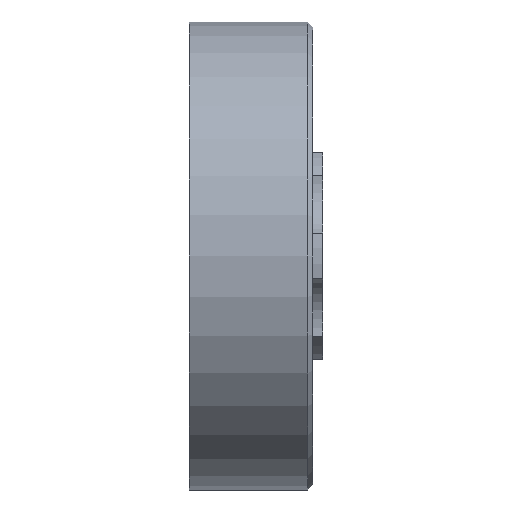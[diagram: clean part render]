
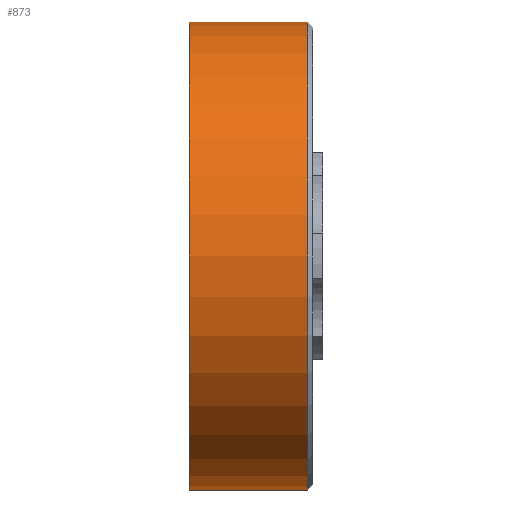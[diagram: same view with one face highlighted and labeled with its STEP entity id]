
A CAD part, left-side view. The second image highlights one B-rep face of the part: STEP entity #873.
In plain terms, the highlighted cylindrical face has radius 17.78 mm (diameter 35.56 mm), a partial arc.
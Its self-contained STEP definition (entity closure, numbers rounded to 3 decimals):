
#10 = CIRCLE ( 'NONE', #1078, 17.78 ) ;
#20 = DIRECTION ( 'NONE',  ( 0., 0., -1. ) ) ;
#106 = LINE ( 'NONE', #770, #832 ) ;
#119 = CARTESIAN_POINT ( 'NONE',  ( 0., -9.398, 0. ) ) ;
#130 = AXIS2_PLACEMENT_3D ( 'NONE', #119, #654, #1121 ) ;
#148 = VERTEX_POINT ( 'NONE', #299 ) ;
#153 = VECTOR ( 'NONE', #1004, 1000. ) ;
#161 = EDGE_CURVE ( 'NONE', #866, #199, #639, .T. ) ;
#166 = ORIENTED_EDGE ( 'NONE', *, *, #920, .T. ) ;
#199 = VERTEX_POINT ( 'NONE', #800 ) ;
#223 = ORIENTED_EDGE ( 'NONE', *, *, #232, .F. ) ;
#232 = EDGE_CURVE ( 'NONE', #433, #866, #106, .T. ) ;
#299 = CARTESIAN_POINT ( 'NONE',  ( 0., -9.017, 17.78 ) ) ;
#392 = LINE ( 'NONE', #728, #153 ) ;
#405 = DIRECTION ( 'NONE',  ( 0., 1., 0. ) ) ;
#433 = VERTEX_POINT ( 'NONE', #726 ) ;
#476 = EDGE_CURVE ( 'NONE', #148, #199, #392, .T. ) ;
#504 = CYLINDRICAL_SURFACE ( 'NONE', #130, 17.78 ) ;
#513 = DIRECTION ( 'NONE',  ( 0., 0., 1. ) ) ;
#569 = CARTESIAN_POINT ( 'NONE',  ( 0., 0., -17.78 ) ) ;
#578 = DIRECTION ( 'NONE',  ( 0., 1., 0. ) ) ;
#627 = EDGE_LOOP ( 'NONE', ( #223, #166, #886, #825 ) ) ;
#639 = CIRCLE ( 'NONE', #668, 17.78 ) ;
#654 = DIRECTION ( 'NONE',  ( 0., 1., 0. ) ) ;
#668 = AXIS2_PLACEMENT_3D ( 'NONE', #1066, #955, #513 ) ;
#726 = CARTESIAN_POINT ( 'NONE',  ( 0., -9.017, -17.78 ) ) ;
#728 = CARTESIAN_POINT ( 'NONE',  ( 0., -9.398, 17.78 ) ) ;
#770 = CARTESIAN_POINT ( 'NONE',  ( 0., -9.398, -17.78 ) ) ;
#800 = CARTESIAN_POINT ( 'NONE',  ( 0., 0., 17.78 ) ) ;
#825 = ORIENTED_EDGE ( 'NONE', *, *, #161, .F. ) ;
#832 = VECTOR ( 'NONE', #405, 1000. ) ;
#866 = VERTEX_POINT ( 'NONE', #569 ) ;
#873 = ADVANCED_FACE ( 'NONE', ( #997 ), #504, .T. ) ;
#886 = ORIENTED_EDGE ( 'NONE', *, *, #476, .T. ) ;
#920 = EDGE_CURVE ( 'NONE', #433, #148, #10, .T. ) ;
#955 = DIRECTION ( 'NONE',  ( 0., 1., 0. ) ) ;
#997 = FACE_OUTER_BOUND ( 'NONE', #627, .T. ) ;
#1004 = DIRECTION ( 'NONE',  ( 0., 1., 0. ) ) ;
#1066 = CARTESIAN_POINT ( 'NONE',  ( 0., 0., 0. ) ) ;
#1078 = AXIS2_PLACEMENT_3D ( 'NONE', #1129, #578, #20 ) ;
#1121 = DIRECTION ( 'NONE',  ( 0., 0., 1. ) ) ;
#1129 = CARTESIAN_POINT ( 'NONE',  ( 0., -9.017, 0. ) ) ;
